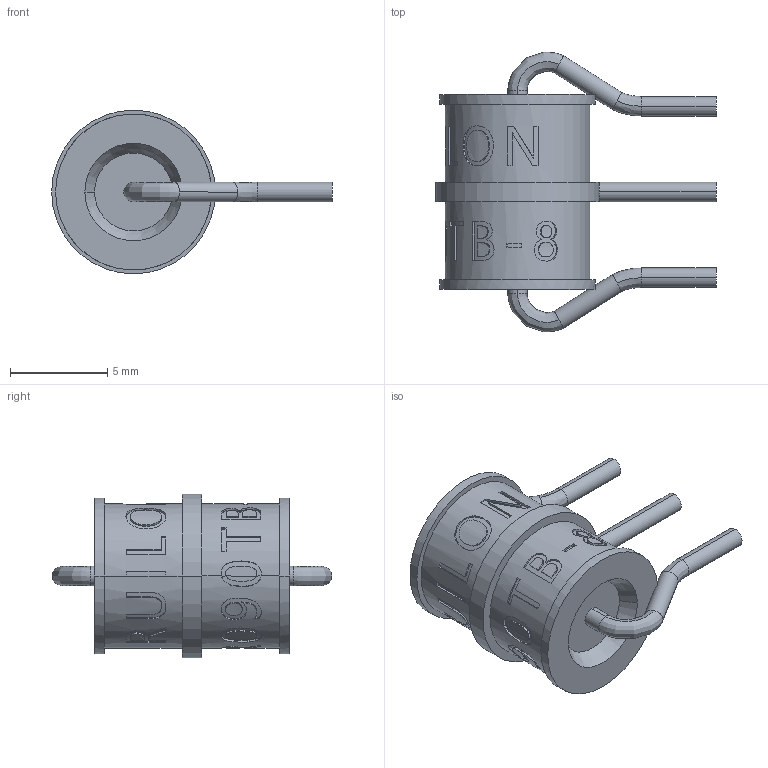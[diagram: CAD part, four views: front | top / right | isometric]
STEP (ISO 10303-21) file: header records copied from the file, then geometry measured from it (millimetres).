
FILE_DESCRIPTION (( 'STEP AP214' ), '1' );
FILE_NAME ('8752E40C-1711-4C37-9A95-A59E1DC106FA.STEP', '2024-03-26T11:31:01', ( '' ), ( '' ), 'SwSTEP 2.0', 'SolidWorks 2022', '' );
FILE_SCHEMA (( 'AUTOMOTIVE_DESIGN' ));
Length unit declared in the file: millimetre
Products named in the file (1): 8752E40C-1711-4C37-9A95-A59E1DC106FA
Bounding box: 14.4 x 14.37 x 8.4 mm (x, y, z)
Volume: 447.1 mm3; surface area: 501.5 mm2
Topology: 2 solids, 2 shells, 250 faces, 650 edges, 430 vertices
Faces by surface type: bspline 107, plane 87, cylinder 52, cone 4
Entity records: 20980 total; most frequent: CARTESIAN_POINT 15544, ORIENTED_EDGE 1300, DIRECTION 708, EDGE_CURVE 650, VERTEX_POINT 430, B_SPLINE_CURVE_WITH_KNOTS 356, EDGE_LOOP 280, AXIS2_PLACEMENT_3D 274
